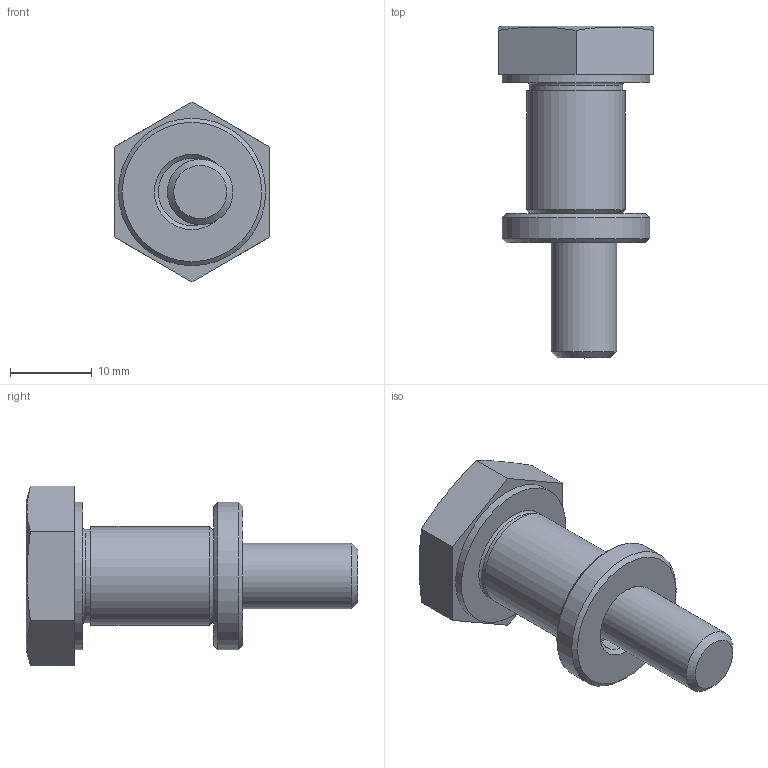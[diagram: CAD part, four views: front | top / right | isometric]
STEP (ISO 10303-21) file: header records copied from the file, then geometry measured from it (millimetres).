
FILE_DESCRIPTION((''),'2;1');
FILE_NAME('801205.ipt.stp','2010-09-05T11:33:17',(''),(''),'Autodesk Inventor 2010','Autodesk Inventor 2010','');
FILE_SCHEMA(('AUTOMOTIVE_DESIGN { 1 0 10303 214 1 1 1 1 }'));
Length unit declared in the file: millimetre
Products named in the file (1): 801205
Bounding box: 19 x 40.5 x 21.94 mm (x, y, z)
Volume: 5232.2 mm3; surface area: 4272.8 mm2
Topology: 3 solids, 3 shells, 43 faces, 85 edges, 53 vertices
Faces by surface type: plane 22, cone 8, cylinder 8, bspline 4, torus 1
Full cylindrical faces by diameter (mm): 8 x2, 8.2 x1, 11.4 x1, 12 x1, 13 x1, 18 x2
Entity records: 1161 total; most frequent: CARTESIAN_POINT 292, DIRECTION 160, ORIENTED_EDGE 128, EDGE_LOOP 72, AXIS2_PLACEMENT_3D 68, EDGE_CURVE 64, VERTEX_POINT 52, STYLED_ITEM 46
